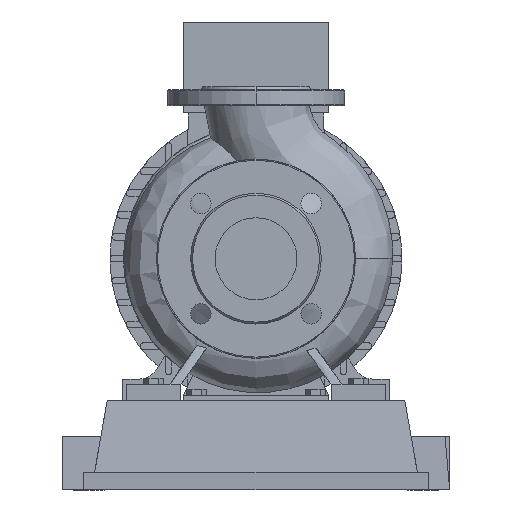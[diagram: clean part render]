
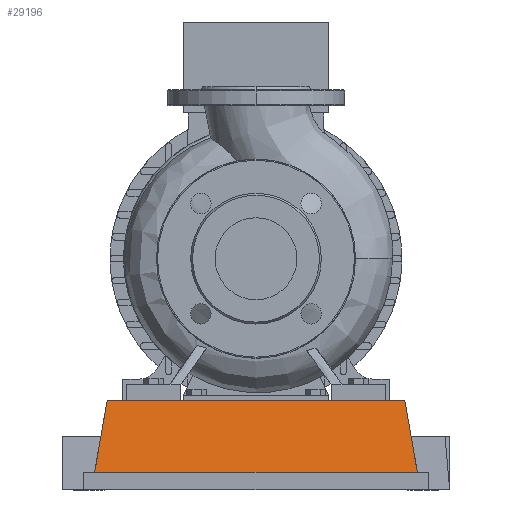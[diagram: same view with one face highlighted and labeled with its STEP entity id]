
A CAD part, left-side view. The second image highlights one B-rep face of the part: STEP entity #29196.
In plain terms, the highlighted planar face has unit normal (-0.985, 0, 0.174).
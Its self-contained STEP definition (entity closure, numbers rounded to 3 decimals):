
#27452=CARTESIAN_POINT('',(-65.,-150.,16.6));
#27453=VERTEX_POINT('',#27452);
#27460=CARTESIAN_POINT('',(-65.,150.0,16.6));
#27461=VERTEX_POINT('',#27460);
#27462=CARTESIAN_POINT('',(-65.,-150.,16.6));
#27463=DIRECTION('',(0.0,1.0,0.0));
#27464=VECTOR('',#27463,300.0);
#27465=LINE('',#27462,#27464);
#27466=EDGE_CURVE('',#27453,#27461,#27465,.T.);
#28930=CARTESIAN_POINT('',(-53.292,-138.292,83.0));
#28931=VERTEX_POINT('',#28930);
#28938=CARTESIAN_POINT('',(-65.,-150.,16.6));
#28939=DIRECTION('',(0.171,0.171,0.97));
#28940=VECTOR('',#28939,68.433);
#28941=LINE('',#28938,#28940);
#28942=EDGE_CURVE('',#27453,#28931,#28941,.T.);
#29173=CARTESIAN_POINT('',(-65.,-150.,16.6));
#29174=DIRECTION('',(-0.985,0.,0.174));
#29175=DIRECTION('',(0.0,-1.0,0.0));
#29176=AXIS2_PLACEMENT_3D('',#29173,#29174,#29175);
#29177=PLANE('',#29176);
#29178=CARTESIAN_POINT('',(-53.292,138.292,83.0));
#29179=VERTEX_POINT('',#29178);
#29180=CARTESIAN_POINT('',(-53.292,-138.292,83.0));
#29181=DIRECTION('',(0.0,1.0,0.0));
#29182=VECTOR('',#29181,276.584);
#29183=LINE('',#29180,#29182);
#29184=EDGE_CURVE('',#28931,#29179,#29183,.T.);
#29185=ORIENTED_EDGE('',*,*,#29184,.T.);
#29186=CARTESIAN_POINT('',(-65.,150.0,16.6));
#29187=DIRECTION('',(0.171,-0.171,0.97));
#29188=VECTOR('',#29187,68.433);
#29189=LINE('',#29186,#29188);
#29190=EDGE_CURVE('',#27461,#29179,#29189,.T.);
#29191=ORIENTED_EDGE('',*,*,#29190,.F.);
#29192=ORIENTED_EDGE('',*,*,#27466,.F.);
#29193=ORIENTED_EDGE('',*,*,#28942,.T.);
#29194=EDGE_LOOP('',(#29185,#29191,#29192,#29193));
#29195=FACE_OUTER_BOUND('',#29194,.T.);
#29196=ADVANCED_FACE('',(#29195),#29177,.T.);
